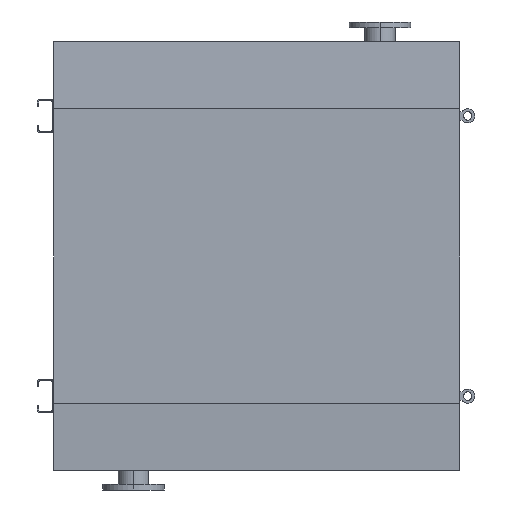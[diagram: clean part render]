
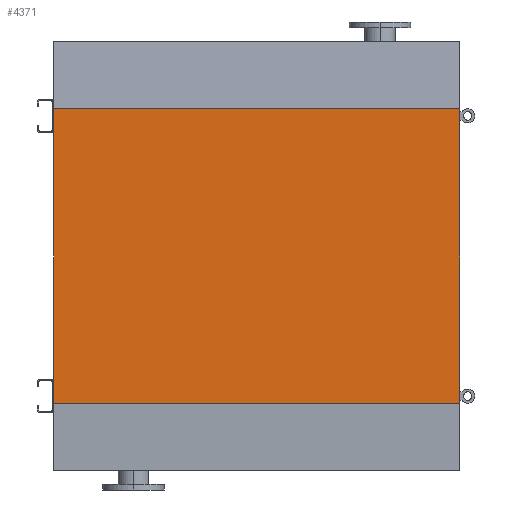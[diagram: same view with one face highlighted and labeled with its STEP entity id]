
A CAD part, front view. The second image highlights one B-rep face of the part: STEP entity #4371.
In plain terms, the highlighted planar face has unit normal (0, -1, 0).
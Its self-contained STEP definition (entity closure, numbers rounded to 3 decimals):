
#348 = LINE ( 'NONE', #2586, #743 ) ;
#636 = CARTESIAN_POINT ( 'NONE',  ( -725., 0., -1050. ) ) ;
#743 = VECTOR ( 'NONE', #6401, 1000. ) ;
#962 = EDGE_CURVE ( 'NONE', #3215, #4899, #1739, .T. ) ;
#1085 = ORIENTED_EDGE ( 'NONE', *, *, #3349, .T. ) ;
#1202 = LINE ( 'NONE', #5717, #6604 ) ;
#1371 = EDGE_CURVE ( 'NONE', #4899, #2674, #1202, .T. ) ;
#1435 = CARTESIAN_POINT ( 'NONE',  ( -725., 0., -1050. ) ) ;
#1571 = VECTOR ( 'NONE', #2797, 1000. ) ;
#1614 = CARTESIAN_POINT ( 'NONE',  ( -725., 0., -1050. ) ) ;
#1682 = DIRECTION ( 'NONE',  ( 0., -1., 0. ) ) ;
#1739 = LINE ( 'NONE', #636, #3005 ) ;
#2586 = CARTESIAN_POINT ( 'NONE',  ( -725., 0., -1050. ) ) ;
#2674 = VERTEX_POINT ( 'NONE', #6914 ) ;
#2797 = DIRECTION ( 'NONE',  ( 0., 0., 1. ) ) ;
#2798 = EDGE_CURVE ( 'NONE', #3215, #7092, #348, .T. ) ;
#2996 = PLANE ( 'NONE',  #4443 ) ;
#2998 = DIRECTION ( 'NONE',  ( 1., 0., 0. ) ) ;
#3005 = VECTOR ( 'NONE', #6160, 1000. ) ;
#3215 = VERTEX_POINT ( 'NONE', #1435 ) ;
#3343 = LINE ( 'NONE', #4907, #1571 ) ;
#3349 = EDGE_CURVE ( 'NONE', #7092, #2674, #3343, .T. ) ;
#3465 = ORIENTED_EDGE ( 'NONE', *, *, #962, .F. ) ;
#3496 = EDGE_LOOP ( 'NONE', ( #6105, #3465, #6107, #1085 ) ) ;
#3842 = DIRECTION ( 'NONE',  ( 0., 0., -1. ) ) ;
#4272 = CARTESIAN_POINT ( 'NONE',  ( -725., 0., 0. ) ) ;
#4371 = ADVANCED_FACE ( 'NONE', ( #5716 ), #2996, .T. ) ;
#4443 = AXIS2_PLACEMENT_3D ( 'NONE', #1614, #1682, #3842 ) ;
#4899 = VERTEX_POINT ( 'NONE', #4272 ) ;
#4907 = CARTESIAN_POINT ( 'NONE',  ( 725., 0., -1050. ) ) ;
#5654 = CARTESIAN_POINT ( 'NONE',  ( 725., 0., -1050. ) ) ;
#5716 = FACE_OUTER_BOUND ( 'NONE', #3496, .T. ) ;
#5717 = CARTESIAN_POINT ( 'NONE',  ( -725., 0., 0. ) ) ;
#6105 = ORIENTED_EDGE ( 'NONE', *, *, #1371, .F. ) ;
#6107 = ORIENTED_EDGE ( 'NONE', *, *, #2798, .T. ) ;
#6160 = DIRECTION ( 'NONE',  ( 0., 0., 1. ) ) ;
#6401 = DIRECTION ( 'NONE',  ( 1., 0., 0. ) ) ;
#6604 = VECTOR ( 'NONE', #2998, 1000. ) ;
#6914 = CARTESIAN_POINT ( 'NONE',  ( 725., 0., 0. ) ) ;
#7092 = VERTEX_POINT ( 'NONE', #5654 ) ;
